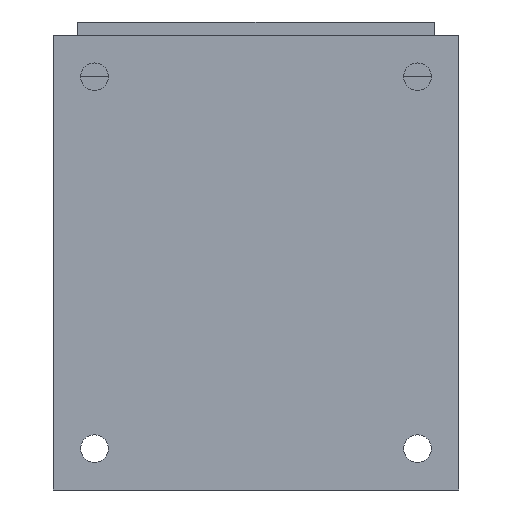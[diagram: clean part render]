
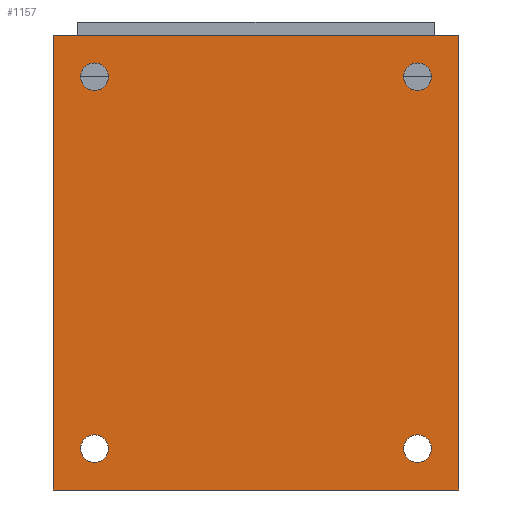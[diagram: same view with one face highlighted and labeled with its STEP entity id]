
A CAD part, left-side view. The second image highlights one B-rep face of the part: STEP entity #1157.
In plain terms, the highlighted planar face has unit normal (-1, 0, 0).
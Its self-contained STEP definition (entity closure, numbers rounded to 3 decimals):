
#987=CARTESIAN_POINT('Vertex',(0.,-14.725,0.)) ;
#990=CARTESIAN_POINT('Line Origine',(0.,0.,0.)) ;
#994=CARTESIAN_POINT('Vertex',(0.,14.725,0.)) ;
#1014=CARTESIAN_POINT('Line Origine',(0.,14.725,16.5)) ;
#1018=CARTESIAN_POINT('Vertex',(0.,14.725,33.)) ;
#1038=CARTESIAN_POINT('Line Origine',(0.,0.,33.)) ;
#1042=CARTESIAN_POINT('Vertex',(0.,-14.725,33.)) ;
#1062=CARTESIAN_POINT('Line Origine',(0.,-14.725,16.5)) ;
#1074=CARTESIAN_POINT('Axis2P3D Location',(0.,0.,0.)) ;
#1085=CARTESIAN_POINT('Axis2P3D Location',(0.,-11.725,30.)) ;
#1089=CARTESIAN_POINT('Vertex',(0.,-12.725,30.)) ;
#1091=CARTESIAN_POINT('Vertex',(0.,-10.725,30.)) ;
#1094=CARTESIAN_POINT('Axis2P3D Location',(0.,-11.725,30.)) ;
#1103=CARTESIAN_POINT('Axis2P3D Location',(0.,11.725,30.)) ;
#1107=CARTESIAN_POINT('Vertex',(0.,10.725,30.)) ;
#1109=CARTESIAN_POINT('Vertex',(0.,12.725,30.)) ;
#1112=CARTESIAN_POINT('Axis2P3D Location',(0.,11.725,30.)) ;
#1121=CARTESIAN_POINT('Axis2P3D Location',(0.,11.725,3.)) ;
#1125=CARTESIAN_POINT('Vertex',(0.,10.725,3.)) ;
#1127=CARTESIAN_POINT('Vertex',(0.,12.725,3.)) ;
#1130=CARTESIAN_POINT('Axis2P3D Location',(0.,11.725,3.)) ;
#1139=CARTESIAN_POINT('Axis2P3D Location',(0.,-11.725,3.)) ;
#1143=CARTESIAN_POINT('Vertex',(0.,-12.725,3.)) ;
#1145=CARTESIAN_POINT('Vertex',(0.,-10.725,3.)) ;
#1148=CARTESIAN_POINT('Axis2P3D Location',(0.,-11.725,3.)) ;
#992=VECTOR('Line Direction',#991,1.) ;
#1016=VECTOR('Line Direction',#1015,1.) ;
#1040=VECTOR('Line Direction',#1039,1.) ;
#1064=VECTOR('Line Direction',#1063,1.) ;
#991=DIRECTION('Vector Direction',(0.,1.,0.)) ;
#1015=DIRECTION('Vector Direction',(0.,0.,1.)) ;
#1039=DIRECTION('Vector Direction',(0.,-1.,0.)) ;
#1063=DIRECTION('Vector Direction',(0.,0.,-1.)) ;
#1075=DIRECTION('Axis2P3D Direction',(1.,0.,0.)) ;
#1076=DIRECTION('Axis2P3D XDirection',(0.,1.,0.)) ;
#1086=DIRECTION('Axis2P3D Direction',(1.,0.,0.)) ;
#1095=DIRECTION('Axis2P3D Direction',(1.,0.,0.)) ;
#1104=DIRECTION('Axis2P3D Direction',(1.,0.,0.)) ;
#1113=DIRECTION('Axis2P3D Direction',(1.,0.,0.)) ;
#1122=DIRECTION('Axis2P3D Direction',(1.,0.,0.)) ;
#1131=DIRECTION('Axis2P3D Direction',(1.,0.,0.)) ;
#1140=DIRECTION('Axis2P3D Direction',(1.,0.,0.)) ;
#1149=DIRECTION('Axis2P3D Direction',(1.,0.,0.)) ;
#1077=AXIS2_PLACEMENT_3D('Plane Axis2P3D',#1074,#1075,#1076) ;
#1087=AXIS2_PLACEMENT_3D('Circle Axis2P3D',#1085,#1086,$) ;
#1096=AXIS2_PLACEMENT_3D('Circle Axis2P3D',#1094,#1095,$) ;
#1105=AXIS2_PLACEMENT_3D('Circle Axis2P3D',#1103,#1104,$) ;
#1114=AXIS2_PLACEMENT_3D('Circle Axis2P3D',#1112,#1113,$) ;
#1123=AXIS2_PLACEMENT_3D('Circle Axis2P3D',#1121,#1122,$) ;
#1132=AXIS2_PLACEMENT_3D('Circle Axis2P3D',#1130,#1131,$) ;
#1141=AXIS2_PLACEMENT_3D('Circle Axis2P3D',#1139,#1140,$) ;
#1150=AXIS2_PLACEMENT_3D('Circle Axis2P3D',#1148,#1149,$) ;
#993=LINE('Line',#990,#992) ;
#1017=LINE('Line',#1014,#1016) ;
#1041=LINE('Line',#1038,#1040) ;
#1065=LINE('Line',#1062,#1064) ;
#1088=CIRCLE('generated circle',#1087,1.) ;
#1097=CIRCLE('generated circle',#1096,1.) ;
#1106=CIRCLE('generated circle',#1105,1.) ;
#1115=CIRCLE('generated circle',#1114,1.) ;
#1124=CIRCLE('generated circle',#1123,1.) ;
#1133=CIRCLE('generated circle',#1132,1.) ;
#1142=CIRCLE('generated circle',#1141,1.) ;
#1151=CIRCLE('generated circle',#1150,1.) ;
#1078=PLANE('',#1077) ;
#1102=FACE_BOUND('',#1099,.T.) ;
#1120=FACE_BOUND('',#1117,.T.) ;
#1138=FACE_BOUND('',#1135,.T.) ;
#1156=FACE_BOUND('',#1153,.T.) ;
#996=EDGE_CURVE('',#988,#995,#993,.T.) ;
#1020=EDGE_CURVE('',#995,#1019,#1017,.T.) ;
#1044=EDGE_CURVE('',#1019,#1043,#1041,.T.) ;
#1066=EDGE_CURVE('',#1043,#988,#1065,.T.) ;
#1093=EDGE_CURVE('',#1090,#1092,#1088,.T.) ;
#1098=EDGE_CURVE('',#1092,#1090,#1097,.T.) ;
#1111=EDGE_CURVE('',#1108,#1110,#1106,.T.) ;
#1116=EDGE_CURVE('',#1110,#1108,#1115,.T.) ;
#1129=EDGE_CURVE('',#1126,#1128,#1124,.T.) ;
#1134=EDGE_CURVE('',#1128,#1126,#1133,.T.) ;
#1147=EDGE_CURVE('',#1144,#1146,#1142,.T.) ;
#1152=EDGE_CURVE('',#1146,#1144,#1151,.T.) ;
#1079=EDGE_LOOP('',(#1080,#1081,#1082,#1083)) ;
#1099=EDGE_LOOP('',(#1100,#1101)) ;
#1117=EDGE_LOOP('',(#1118,#1119)) ;
#1135=EDGE_LOOP('',(#1136,#1137)) ;
#1153=EDGE_LOOP('',(#1154,#1155)) ;
#1080=ORIENTED_EDGE('',*,*,#1066,.F.) ;
#1081=ORIENTED_EDGE('',*,*,#1044,.F.) ;
#1082=ORIENTED_EDGE('',*,*,#1020,.F.) ;
#1083=ORIENTED_EDGE('',*,*,#996,.F.) ;
#1100=ORIENTED_EDGE('',*,*,#1093,.T.) ;
#1101=ORIENTED_EDGE('',*,*,#1098,.T.) ;
#1118=ORIENTED_EDGE('',*,*,#1111,.T.) ;
#1119=ORIENTED_EDGE('',*,*,#1116,.T.) ;
#1136=ORIENTED_EDGE('',*,*,#1129,.T.) ;
#1137=ORIENTED_EDGE('',*,*,#1134,.T.) ;
#1154=ORIENTED_EDGE('',*,*,#1147,.T.) ;
#1155=ORIENTED_EDGE('',*,*,#1152,.T.) ;
#988=VERTEX_POINT('',#987) ;
#995=VERTEX_POINT('',#994) ;
#1019=VERTEX_POINT('',#1018) ;
#1043=VERTEX_POINT('',#1042) ;
#1090=VERTEX_POINT('',#1089) ;
#1092=VERTEX_POINT('',#1091) ;
#1108=VERTEX_POINT('',#1107) ;
#1110=VERTEX_POINT('',#1109) ;
#1126=VERTEX_POINT('',#1125) ;
#1128=VERTEX_POINT('',#1127) ;
#1144=VERTEX_POINT('',#1143) ;
#1146=VERTEX_POINT('',#1145) ;
#1157=ADVANCED_FACE('PartBody',(#1084,#1102,#1120,#1138,#1156),#1078,.F.) ;
#1084=FACE_OUTER_BOUND('',#1079,.T.) ;
